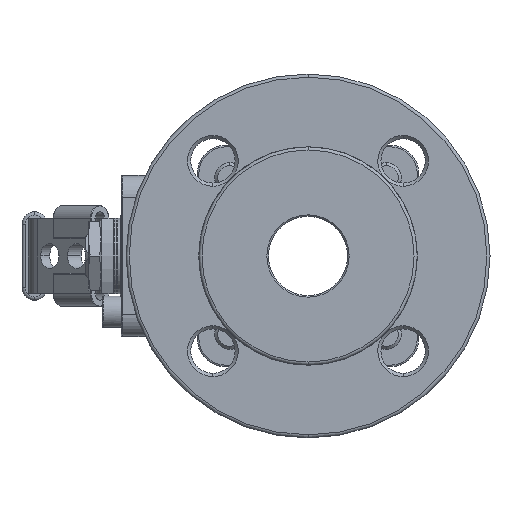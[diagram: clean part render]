
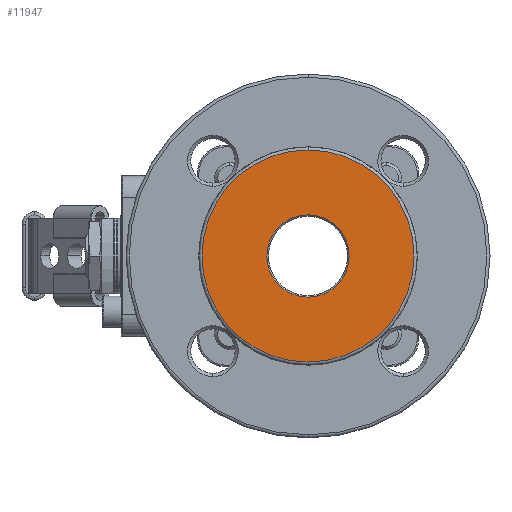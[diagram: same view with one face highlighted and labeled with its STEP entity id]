
A CAD part, left-side view. The second image highlights one B-rep face of the part: STEP entity #11947.
In plain terms, the highlighted planar face has unit normal (-1, 0, 0).
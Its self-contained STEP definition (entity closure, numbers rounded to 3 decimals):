
#733 = EDGE_CURVE ( 'NONE', #57132, #29972, #52254, .T. ) ;
#1130 = ORIENTED_EDGE ( 'NONE', *, *, #6385, .T. ) ;
#3045 = FACE_OUTER_BOUND ( 'NONE', #41060, .T. ) ;
#4948 = CARTESIAN_POINT ( 'NONE',  ( -55., 0., 0. ) ) ;
#5933 = FACE_BOUND ( 'NONE', #24021, .T. ) ;
#6385 = EDGE_CURVE ( 'NONE', #29972, #57132, #28932, .T. ) ;
#7293 = CARTESIAN_POINT ( 'NONE',  ( -55., 34.5, 0. ) ) ;
#10670 = CIRCLE ( 'NONE', #54301, 13. ) ;
#11947 = ADVANCED_FACE ( 'NONE', ( #5933, #3045 ), #52891, .F. ) ;
#15883 = AXIS2_PLACEMENT_3D ( 'NONE', #48172, #28866, #42795 ) ;
#20166 = DIRECTION ( 'NONE',  ( 1., 0., 0. ) ) ;
#24021 = EDGE_LOOP ( 'NONE', ( #45403, #27736 ) ) ;
#25891 = DIRECTION ( 'NONE',  ( 1., 0., 0. ) ) ;
#27736 = ORIENTED_EDGE ( 'NONE', *, *, #59738, .T. ) ;
#28233 = DIRECTION ( 'NONE',  ( 0., 0., -1. ) ) ;
#28866 = DIRECTION ( 'NONE',  ( -1., 0., 0. ) ) ;
#28932 = CIRCLE ( 'NONE', #15883, 33.5 ) ;
#28938 = ORIENTED_EDGE ( 'NONE', *, *, #733, .T. ) ;
#29681 = DIRECTION ( 'NONE',  ( 0., 0., -1. ) ) ;
#29882 = CARTESIAN_POINT ( 'NONE',  ( -55., 0., 0. ) ) ;
#29972 = VERTEX_POINT ( 'NONE', #59288 ) ;
#31476 = VERTEX_POINT ( 'NONE', #34348 ) ;
#33124 = CARTESIAN_POINT ( 'NONE',  ( -55., 0., 33.5 ) ) ;
#33163 = DIRECTION ( 'NONE',  ( 0., 0., -1. ) ) ;
#34348 = CARTESIAN_POINT ( 'NONE',  ( -55., 0., 13. ) ) ;
#37325 = DIRECTION ( 'NONE',  ( 1., 0., 0. ) ) ;
#40611 = AXIS2_PLACEMENT_3D ( 'NONE', #7293, #25891, #44258 ) ;
#41060 = EDGE_LOOP ( 'NONE', ( #1130, #28938 ) ) ;
#42795 = DIRECTION ( 'NONE',  ( 0., 0., -1. ) ) ;
#43396 = CARTESIAN_POINT ( 'NONE',  ( -55., 0., -13. ) ) ;
#43839 = EDGE_CURVE ( 'NONE', #31476, #58031, #10670, .T. ) ;
#44258 = DIRECTION ( 'NONE',  ( 0., 0., -1. ) ) ;
#45403 = ORIENTED_EDGE ( 'NONE', *, *, #43839, .T. ) ;
#46379 = AXIS2_PLACEMENT_3D ( 'NONE', #4948, #37325, #28233 ) ;
#47268 = CARTESIAN_POINT ( 'NONE',  ( -55., 0., 0. ) ) ;
#48172 = CARTESIAN_POINT ( 'NONE',  ( -55., 0., 0. ) ) ;
#51506 = DIRECTION ( 'NONE',  ( -1., 0., 0. ) ) ;
#52254 = CIRCLE ( 'NONE', #54572, 33.5 ) ;
#52891 = PLANE ( 'NONE',  #40611 ) ;
#54301 = AXIS2_PLACEMENT_3D ( 'NONE', #29882, #20166, #29681 ) ;
#54443 = CIRCLE ( 'NONE', #46379, 13. ) ;
#54572 = AXIS2_PLACEMENT_3D ( 'NONE', #47268, #51506, #33163 ) ;
#57132 = VERTEX_POINT ( 'NONE', #33124 ) ;
#58031 = VERTEX_POINT ( 'NONE', #43396 ) ;
#59288 = CARTESIAN_POINT ( 'NONE',  ( -55., 0., -33.5 ) ) ;
#59738 = EDGE_CURVE ( 'NONE', #58031, #31476, #54443, .T. ) ;
